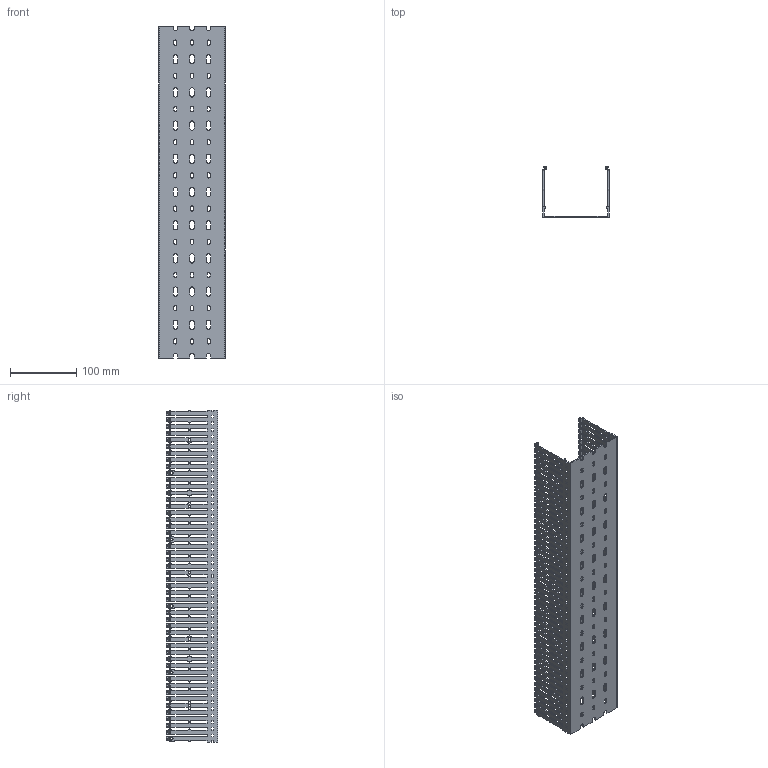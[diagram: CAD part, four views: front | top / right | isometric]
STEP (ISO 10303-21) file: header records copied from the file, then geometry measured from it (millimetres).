
FILE_DESCRIPTION (( 'STEP AP214' ), '1' );
FILE_NAME ('盷贄鍧闉鍕_RL_Corpo_T1_E_100x080.STEP', '2018-11-14T08:40:09', ( '' ), ( '' ), 'SwSTEP 2.0', 'SolidWorks 2016', '' );
FILE_SCHEMA (( 'AUTOMOTIVE_DESIGN' ));
Products named in the file (1): 盷贄鍧闉鍕_RL_Corpo_T1_E_100x080
Bounding box: 100 x 77.33 x 500 mm (x, y, z)
Volume: 196660.5 mm3; surface area: 237051.7 mm2
Topology: 1 solids, 1 shells, 4584 faces, 13746 edges, 9164 vertices
Faces by surface type: cylinder 2586, plane 1998
Full cylindrical faces by diameter (mm): 4 x20
Entity records: 160804 total; most frequent: CARTESIAN_POINT 37443, ORIENTED_EDGE 27452, DIRECTION 24868, EDGE_CURVE 13726, VERTEX_POINT 9164, AXIS2_PLACEMENT_3D 8557, LINE 7754, VECTOR 7754
